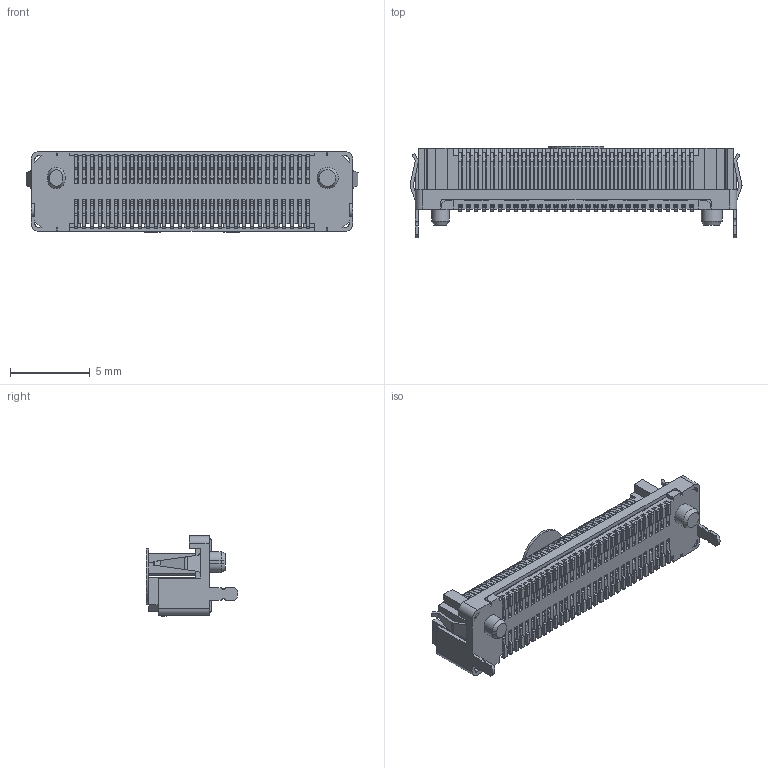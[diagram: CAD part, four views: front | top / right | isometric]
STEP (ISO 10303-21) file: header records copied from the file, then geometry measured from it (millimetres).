
FILE_DESCRIPTION(/* description */ ('STEP AP214'),/* implementation_level */ '2;1');
FILE_NAME(/* name */ 'LSHM-130-02.5-S-DV-A-S-K-TR',/* time_stamp */ '2024-07-17T00:25:48+02:00',/* author */ ('License CC BY-ND 4.0'),/* organization */ ('CADENAS'),/* preprocessor_version */ 'ST-DEVELOPER v19.3',/* originating_system */ 'PARTsolutions',/* authorisation */ ' ');
FILE_SCHEMA (('AUTOMOTIVE_DESIGN {1 0 10303 214 3 1 1}'));
Products named in the file (5): LSHM-130-02.5-S-DV-A-S-K-TR; LSHM-30-02.5-DV-A-S_STRIP; C-185--30-02.5-S-DV1P; C-185--30-02.5-DV1P2 S; K-DOT-.138-.250-.005.pp
Assembly tree (4 placements, depth 2):
  LSHM-130-02.5-S-DV-A-S-K-TR
    LSHM-30-02.5-DV-A-S_STRIP
    C-185--30-02.5-S-DV1P
    C-185--30-02.5-DV1P2 S
    K-DOT-.138-.250-.005.pp
Bounding box: 20.8 x 5.75 x 5.03 mm (x, y, z)
Volume: 208.7 mm3; surface area: 1350.1 mm2
Topology: 4 solids, 4 shells, 2567 faces, 7664 edges, 4970 vertices
Faces by surface type: plane 2111, cylinder 453, cone 3
Full cylindrical faces by diameter (mm): 1.32 x1, 3.5 x1
Entity records: 92229 total; most frequent: ORIENTED_EDGE 15320, CARTESIAN_POINT 15201, DIRECTION 13719, EDGE_CURVE 7660, LINE 6745, VECTOR 6745, VERTEX_POINT 4969, AXIS2_PLACEMENT_3D 3487
